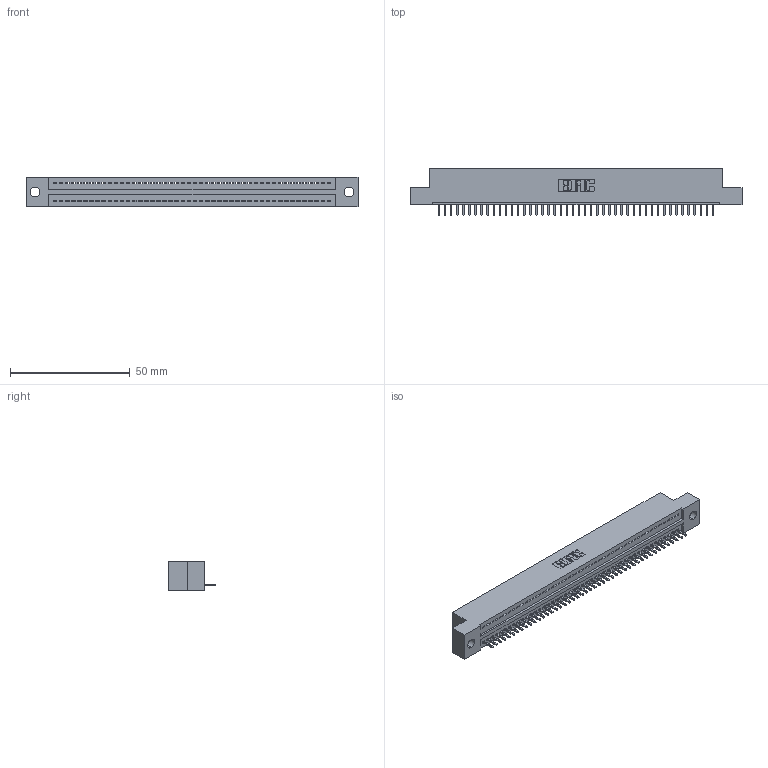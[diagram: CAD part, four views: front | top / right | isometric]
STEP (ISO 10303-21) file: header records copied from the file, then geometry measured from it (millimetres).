
FILE_DESCRIPTION (( 'STEP AP203' ), '1' );
FILE_NAME ('325-046-520-109.STEP', '2020-02-24T22:53:26', ( '' ), ( '' ), 'SwSTEP 2.0', 'SolidWorks 2016', '' );
FILE_SCHEMA (( 'CONFIG_CONTROL_DESIGN' ));
Length unit declared in the file: inch
Products named in the file (3): 325 Part_.160 TH; 325-292-001_325-293-120; 325-046-520-109
Assembly tree (47 placements, depth 2):
  325-046-520-109
    325 Part_.160 TH
    325-292-001_325-293-120  x46
Bounding box: 138.56 x 19.68 x 12.45 mm (x, y, z)
Volume: 17271.6 mm3; surface area: 18349.2 mm2
Topology: 47 solids, 47 shells, 2782 faces, 8407 edges, 5542 vertices
Faces by surface type: plane 2002, cylinder 780
Entity records: 27625 total; most frequent: CARTESIAN_POINT 4772, ORIENTED_EDGE 4754, DIRECTION 4017, EDGE_CURVE 2377, LINE 2249, VECTOR 2249, VERTEX_POINT 1582, AXIS2_PLACEMENT_3D 884
